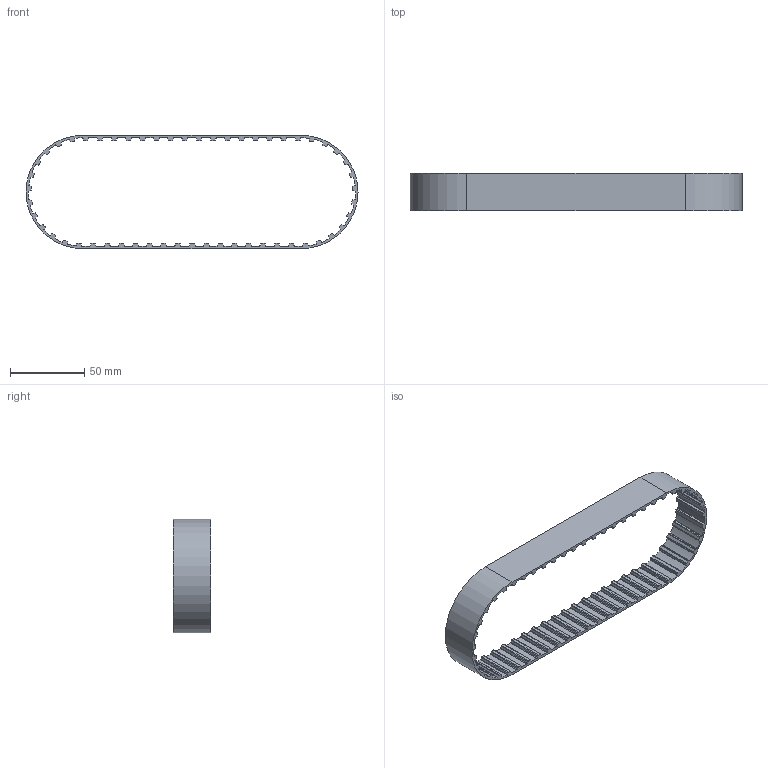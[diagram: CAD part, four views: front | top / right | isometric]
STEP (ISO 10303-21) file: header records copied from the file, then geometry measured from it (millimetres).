
FILE_DESCRIPTION (( 'STEP AP214' ), '1' );
FILE_NAME ('210L100NG.step', '2015-04-08T22:54:03', ( '' ), ( '' ), 'SwSTEP 2.0', 'SolidWorks 2014', '' );
FILE_SCHEMA (( 'AUTOMOTIVE_DESIGN' ));
Length unit declared in the file: inch
Products named in the file (1): 210L100NG
Bounding box: 223.21 x 25.4 x 76.2 mm (x, y, z)
Volume: 30969.1 mm3; surface area: 32479.5 mm2
Topology: 1 solids, 1 shells, 462 faces, 1380 edges, 920 vertices
Faces by surface type: cylinder 262, plane 200
Entity records: 15772 total; most frequent: DIRECTION 2830, CARTESIAN_POINT 2763, ORIENTED_EDGE 2760, EDGE_CURVE 1380, AXIS2_PLACEMENT_3D 987, VERTEX_POINT 920, VECTOR 856, LINE 856
